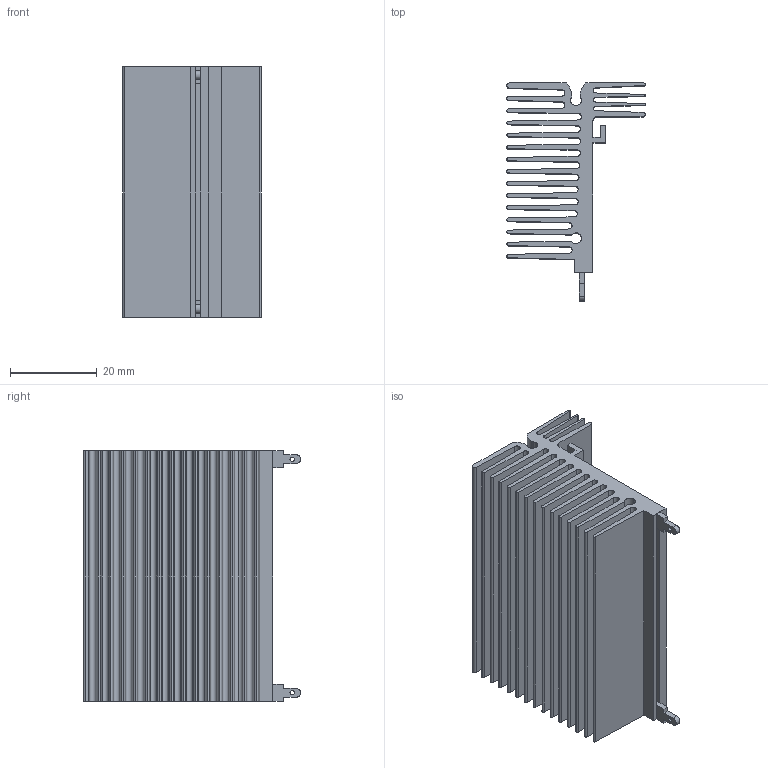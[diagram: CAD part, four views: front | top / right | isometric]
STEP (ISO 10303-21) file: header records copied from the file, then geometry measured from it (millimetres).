
FILE_DESCRIPTION (( 'STEP AP214' ), '1' );
FILE_NAME ('User Library-heatsink_sp-1.STEP', '2017-12-13T09:59:01', ( '' ), ( '' ), 'SwSTEP 2.0', 'SolidWorks 2018', '' );
FILE_SCHEMA (( 'AUTOMOTIVE_DESIGN' ));
Length unit declared in the file: millimetre
Products named in the file (1): User Library-heatsink_sp-1
Bounding box: 32 x 50.3 x 58 mm (x, y, z)
Volume: 26866.7 mm3; surface area: 40156.3 mm2
Topology: 1 solids, 1 shells, 136 faces, 395 edges, 262 vertices
Faces by surface type: cylinder 68, plane 68
Entity records: 5819 total; most frequent: DIRECTION 805, CARTESIAN_POINT 794, ORIENTED_EDGE 790, EDGE_CURVE 395, AXIS2_PLACEMENT_3D 273, VERTEX_POINT 262, LINE 259, VECTOR 259
